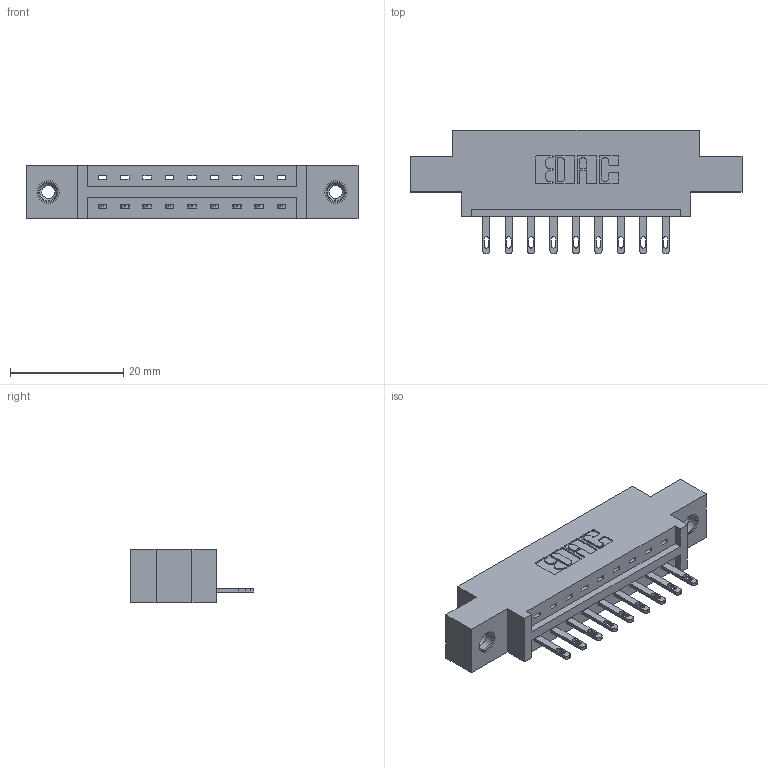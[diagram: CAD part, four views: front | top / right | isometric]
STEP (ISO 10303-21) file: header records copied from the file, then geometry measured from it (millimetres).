
FILE_DESCRIPTION (( 'STEP AP203' ), '1' );
FILE_NAME ('337-009-500-608.STEP', '2018-08-03T22:05:32', ( '' ), ( '' ), 'SwSTEP 2.0', 'SolidWorks 2016', '' );
FILE_SCHEMA (( 'CONFIG_CONTROL_DESIGN' ));
Length unit declared in the file: inch
Products named in the file (4): 337-009-500-608; 337 Part_0.170 Offset - 0.156 Dia-TI; 345-292-001_345-293-100; 345-250-001_345-250-003-102
Assembly tree (12 placements, depth 2):
  337-009-500-608
    337 Part_0.170 Offset - 0.156 Dia-TI
    345-292-001_345-293-100  x9
    345-250-001_345-250-003-102  x2
Bounding box: 58.67 x 21.85 x 9.4 mm (x, y, z)
Volume: 5566.8 mm3; surface area: 5716.4 mm2
Topology: 12 solids, 12 shells, 700 faces, 2079 edges, 1378 vertices
Faces by surface type: plane 466, cylinder 218, cone 12, torus 4
Entity records: 12206 total; most frequent: CARTESIAN_POINT 2104, ORIENTED_EDGE 2042, DIRECTION 1873, EDGE_CURVE 1021, VECTOR 869, LINE 869, VERTEX_POINT 676, AXIS2_PLACEMENT_3D 502
